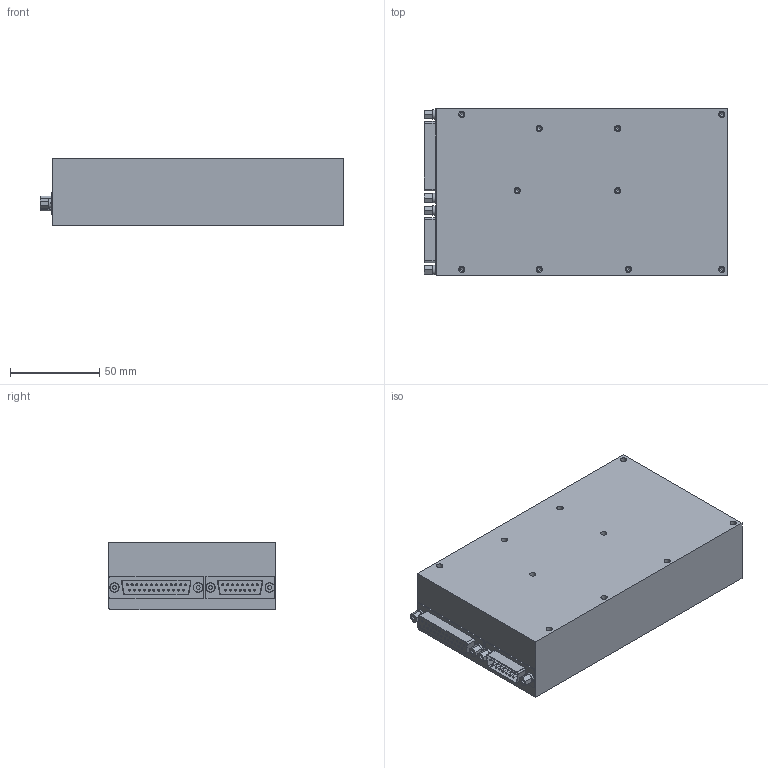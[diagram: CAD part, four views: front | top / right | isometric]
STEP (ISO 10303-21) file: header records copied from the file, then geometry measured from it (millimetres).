
FILE_DESCRIPTION(/* description */ ('Unknown'),/* implementation_level */ '2;1');
FILE_NAME(/* name */ 'M183001',/* time_stamp */ '2020-05-06T15:53:52-04:00',/* author */ ('Unknown'),/* organization */ ('Unknown'),/* preprocessor_version */ 'ST-DEVELOPER v16.7',/* originating_system */ 'DEX',/* authorisation */ $);
FILE_SCHEMA (('CONFIG_CONTROL_DESIGN'));
Length unit declared in the file: millimetre
Products named in the file (1): M183001
Bounding box: 170.57 x 93.98 x 38.1 mm (x, y, z)
Volume: 588193.8 mm3; surface area: 54079.1 mm2
Topology: 1 solids, 5 shells, 346 faces, 760 edges, 492 vertices
Faces by surface type: plane 190, cylinder 127, torus 15, cone 14
Full cylindrical faces by diameter (mm): 1.14 x40, 1.694 x8, 2.156 x24, 2.845 x4, 2.95 x4, 3.05 x4, 3.5 x10, 5.309 x4
Entity records: 10793 total; most frequent: DIRECTION 1561, CARTESIAN_POINT 1348, ORIENTED_EDGE 1128, AXIS2_PLACEMENT_3D 650, EDGE_CURVE 564, FACE_BOUND 563, EDGE_LOOP 549, VERTEX_POINT 437
